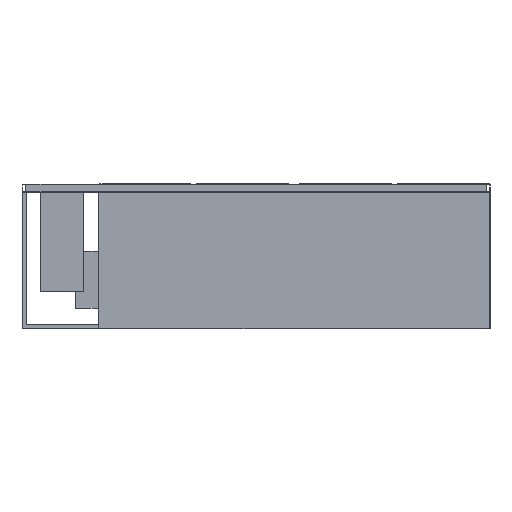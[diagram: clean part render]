
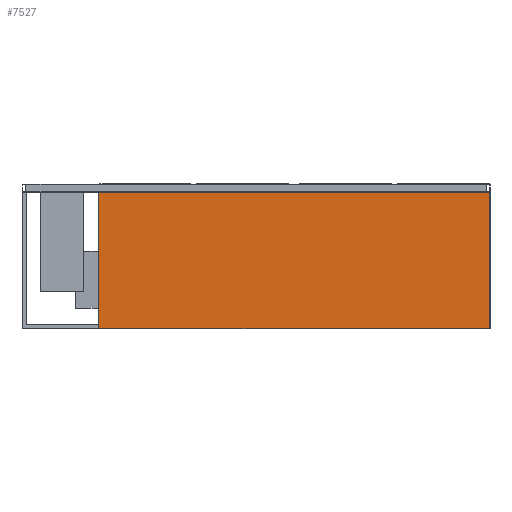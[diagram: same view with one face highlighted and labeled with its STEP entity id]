
A CAD part, front view. The second image highlights one B-rep face of the part: STEP entity #7527.
In plain terms, the highlighted planar face has unit normal (0, -1, 0).
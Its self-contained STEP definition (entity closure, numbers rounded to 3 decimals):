
#394 = EDGE_LOOP ( 'NONE', ( #5778, #14160, #18426, #15902 ) ) ;
#1439 = VERTEX_POINT ( 'NONE', #17933 ) ;
#2261 = VERTEX_POINT ( 'NONE', #12629 ) ;
#2953 = DIRECTION ( 'NONE',  ( 0., 0., -1. ) ) ;
#3167 = DIRECTION ( 'NONE',  ( 0., 0., 1. ) ) ;
#4422 = CARTESIAN_POINT ( 'NONE',  ( 1028., -280., -760. ) ) ;
#4687 = VECTOR ( 'NONE', #18919, 1000. ) ;
#4783 = DIRECTION ( 'NONE',  ( 0., 0., -1. ) ) ;
#4915 = VECTOR ( 'NONE', #3167, 1000. ) ;
#4985 = DIRECTION ( 'NONE',  ( 0., -1., 0. ) ) ;
#5778 = ORIENTED_EDGE ( 'NONE', *, *, #12939, .T. ) ;
#6193 = CARTESIAN_POINT ( 'NONE',  ( -1030., -280., -42. ) ) ;
#6267 = VECTOR ( 'NONE', #2953, 1000. ) ;
#6268 = CARTESIAN_POINT ( 'NONE',  ( -1028., -280., -760. ) ) ;
#6329 = FACE_OUTER_BOUND ( 'NONE', #394, .T. ) ;
#6540 = PLANE ( 'NONE',  #10826 ) ;
#6860 = CARTESIAN_POINT ( 'NONE',  ( -1030., -280., -758. ) ) ;
#6945 = VERTEX_POINT ( 'NONE', #20008 ) ;
#7527 = ADVANCED_FACE ( 'Fl�che8', ( #6329 ), #6540, .T. ) ;
#8588 = VECTOR ( 'NONE', #9851, 1000. ) ;
#9797 = EDGE_CURVE ( 'NONE', #6945, #1439, #12972, .T. ) ;
#9851 = DIRECTION ( 'NONE',  ( 1., 0., 0. ) ) ;
#10624 = LINE ( 'NONE', #6268, #6267 ) ;
#10701 = VERTEX_POINT ( 'NONE', #19795 ) ;
#10826 = AXIS2_PLACEMENT_3D ( 'NONE', #19155, #4985, #4783 ) ;
#12493 = LINE ( 'NONE', #4422, #4915 ) ;
#12629 = CARTESIAN_POINT ( 'NONE',  ( -1028., -280., -42. ) ) ;
#12939 = EDGE_CURVE ( 'NONE', #10701, #2261, #14087, .T. ) ;
#12972 = LINE ( 'NONE', #6860, #8588 ) ;
#14087 = LINE ( 'NONE', #6193, #4687 ) ;
#14160 = ORIENTED_EDGE ( 'NONE', *, *, #15319, .T. ) ;
#15296 = EDGE_CURVE ( 'NONE', #1439, #10701, #12493, .T. ) ;
#15319 = EDGE_CURVE ( 'NONE', #2261, #6945, #10624, .T. ) ;
#15902 = ORIENTED_EDGE ( 'NONE', *, *, #15296, .T. ) ;
#17933 = CARTESIAN_POINT ( 'NONE',  ( 1028., -280., -758. ) ) ;
#18426 = ORIENTED_EDGE ( 'NONE', *, *, #9797, .T. ) ;
#18919 = DIRECTION ( 'NONE',  ( -1., 0., 0. ) ) ;
#19155 = CARTESIAN_POINT ( 'NONE',  ( -1030., -280., -760. ) ) ;
#19795 = CARTESIAN_POINT ( 'NONE',  ( 1028., -280., -42. ) ) ;
#20008 = CARTESIAN_POINT ( 'NONE',  ( -1028., -280., -758. ) ) ;
